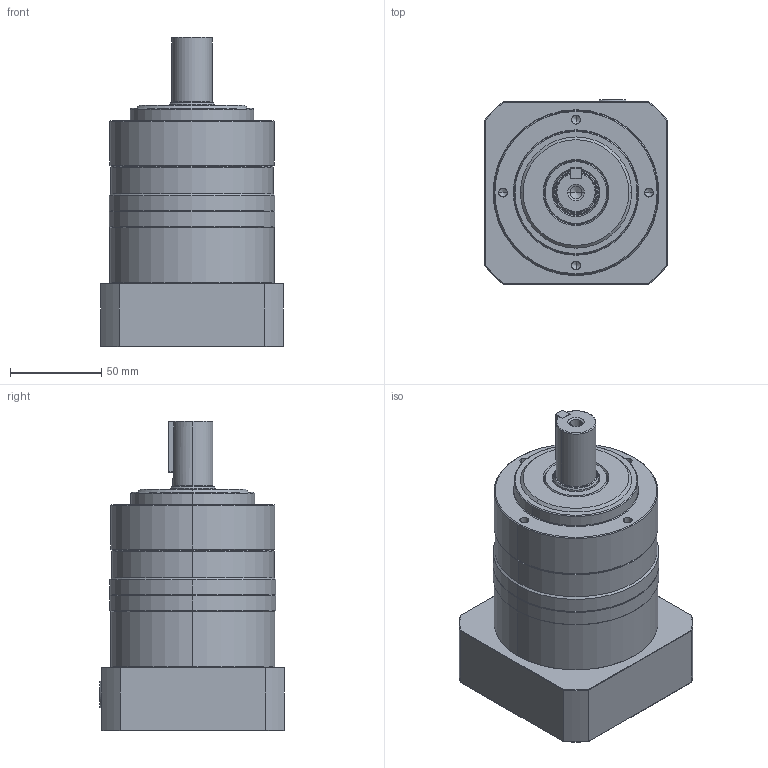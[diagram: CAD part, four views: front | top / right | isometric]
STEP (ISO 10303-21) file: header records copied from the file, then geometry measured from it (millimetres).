
FILE_DESCRIPTION (( 'STEP AP203' ), '1' );
FILE_NAME ('PGA090-05A4.step', '2019-12-03T14:53:37', ( '' ), ( '' ), 'SwSTEP 2.0', 'SolidWorks 2019', '' );
FILE_SCHEMA (( 'CONFIG_CONTROL_DESIGN' ));
Length unit declared in the file: inch
Products named in the file (1): PGA090-05A4
Bounding box: 100 x 101 x 170 mm (x, y, z)
Volume: 800378.1 mm3; surface area: 89801.2 mm2
Topology: 1 solids, 1 shells, 328 faces, 803 edges, 475 vertices
Faces by surface type: plane 127, cylinder 91, cone 87, torus 23
Entity records: 9621 total; most frequent: CARTESIAN_POINT 1976, DIRECTION 1650, ORIENTED_EDGE 1538, EDGE_CURVE 769, AXIS2_PLACEMENT_3D 629, VERTEX_POINT 475, VECTOR 392, LINE 392
